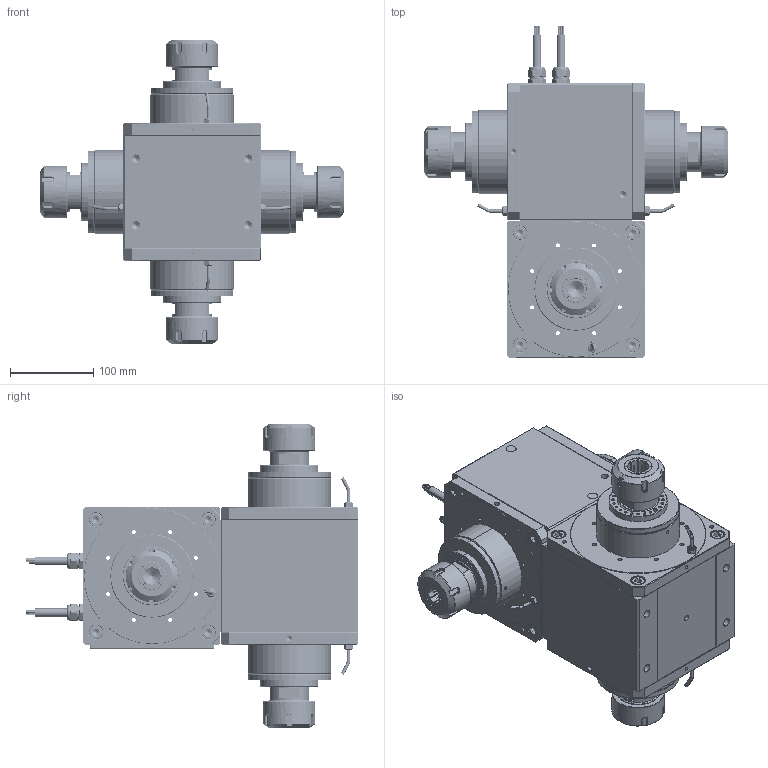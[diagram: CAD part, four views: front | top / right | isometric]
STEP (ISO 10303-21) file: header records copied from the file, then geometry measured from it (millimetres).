
FILE_DESCRIPTION (( 'STEP AP214' ), '1' );
FILE_NAME ('GDF82.5-247.5-18Z-7.5SS三维.STEP', '2025-03-06T01:06:27', ( '电脑' ), ( '' ), 'SwSTEP 2.0', 'SolidWorks 2018', '' );
FILE_SCHEMA (( 'AUTOMOTIVE_DESIGN' ));
Length unit declared in the file: millimetre
Products named in the file (72): 儂褲; GBT70.1_M10×20; ER40-M50x2蹟簽; GBT78_M4｡ﾁ4; 翉臏餵沭; ヶ傷裔; ER40-12.7芠標; 綴傷驗郲; ER40-M50x2蹟簽-毀挴; 萇擢尨砩; 粣; GBT78_M10℅12; GBT70.3_M4¡Á10; GBT78_M8℅12; 綴す算遠; 裔啣; ヶ躇猾裔(淏挴); Oﾐﾎﾈｦ-1.25｡ﾁ1.8; 綴躇猾裔(毀挴); GBT818_M4℅8; 蛌赽粣; 蛌赽沺陑; ER40-20芠標; 綴傷裔; 粣創7010C; ヶ傷驗郲; ER40-25芠標; ヶ粣創綴裔; ER40-16芠標; M18x1.5踢扽跡擘芛S20-耳10; ヶす算遠; 7010-5隔圈; 隅赽喳え; ヶ甜簽(淏挴); 覃淕菜; 綴甜簽(毀挴); 绕组; 傷窒橈埽喳え; GDF82.5-247.5-18Z-7.5SS三维
Assembly tree (75 placements, depth 3):
  翉臏餵沭
  綴す算遠
  蛌赽沺陑
  粣創7010C
  ヶ粣創綴裔
Bounding box: 365.49 x 398.8 x 365.49 mm (x, y, z)
Volume: 4666966.5 mm3; surface area: 1058052.7 mm2
Topology: 97 solids, 97 shells, 3675 faces, 9443 edges, 5931 vertices
Faces by surface type: cylinder 1314, plane 1225, cone 842, torus 242, bspline 28, sphere 24
Entity records: 113234 total; most frequent: CARTESIAN_POINT 28299, DIRECTION 16080, ORIENTED_EDGE 15748, EDGE_CURVE 7874, AXIS2_PLACEMENT_3D 6412, VERTEX_POINT 5053, EDGE_LOOP 3599, LINE 3256
